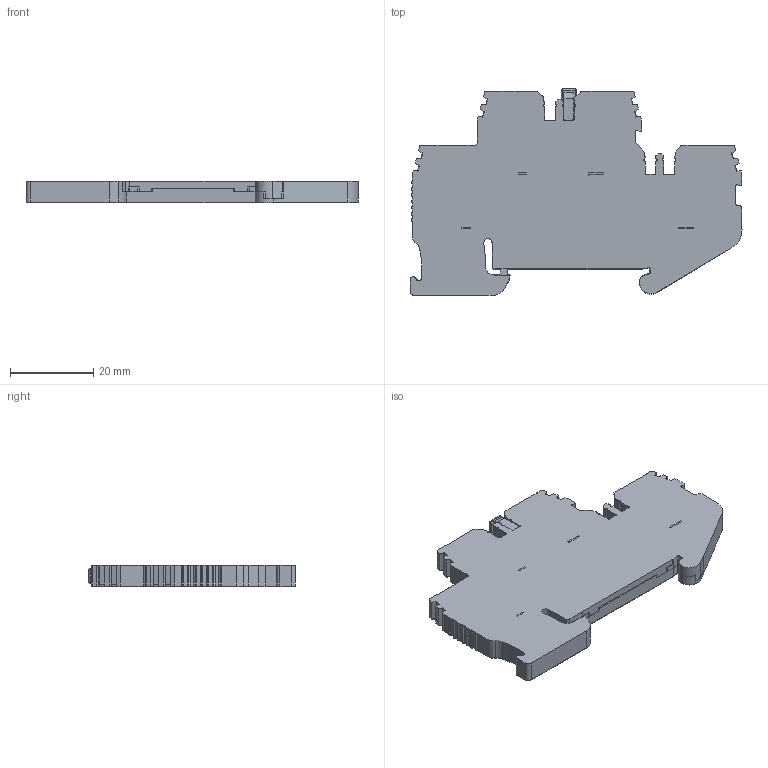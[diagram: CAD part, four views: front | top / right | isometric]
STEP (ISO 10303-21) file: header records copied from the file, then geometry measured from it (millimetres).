
FILE_DESCRIPTION (( 'STEP AP214' ), '1' );
FILE_NAME ('337070_CTP 2.5_2T.STP', '2016-07-29T05:25:34', ( '' ), ( '' ), 'SwSTEP 2.0', 'SolidWorks 2016', '' );
FILE_SCHEMA (( 'AUTOMOTIVE_DESIGN' ));
Length unit declared in the file: millimetre
Products named in the file (1): 337070_CTP 2.5_2T
Bounding box: 79.79 x 49.68 x 5.15 mm (x, y, z)
Volume: 14722.8 mm3; surface area: 7622.5 mm2
Topology: 1 solids, 2 shells, 934 faces, 2749 edges, 1822 vertices
Faces by surface type: plane 545, cylinder 383, bspline 4, cone 2
Entity records: 32122 total; most frequent: CARTESIAN_POINT 5760, ORIENTED_EDGE 5490, DIRECTION 5330, EDGE_CURVE 2745, LINE 1950, VECTOR 1950, VERTEX_POINT 1822, AXIS2_PLACEMENT_3D 1690
